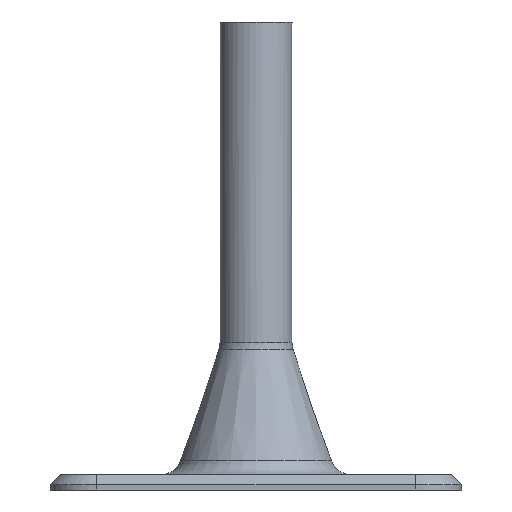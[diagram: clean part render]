
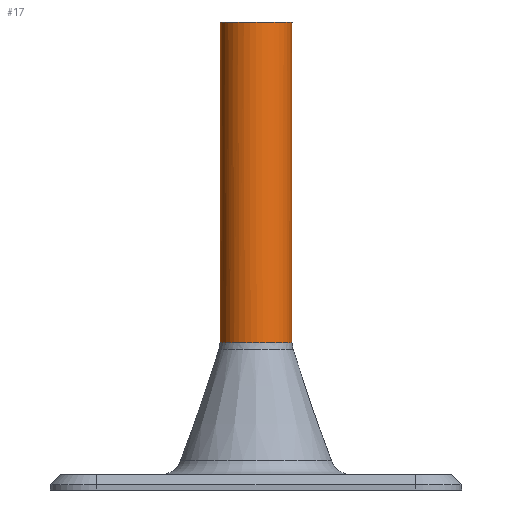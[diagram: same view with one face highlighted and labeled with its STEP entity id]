
A CAD part, front view. The second image highlights one B-rep face of the part: STEP entity #17.
In plain terms, the highlighted cylindrical face has radius 3.5 mm (diameter 7 mm), a full revolution.
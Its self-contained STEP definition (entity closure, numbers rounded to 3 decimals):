
#17 = ADVANCED_FACE('',(#18),#32,.T.);
#18 = FACE_BOUND('',#19,.F.);
#19 = EDGE_LOOP('',(#20,#50,#77,#78));
#20 = ORIENTED_EDGE('',*,*,#21,.F.);
#21 = EDGE_CURVE('',#22,#24,#26,.T.);
#22 = VERTEX_POINT('',#23);
#23 = CARTESIAN_POINT('',(0.,3.5,45.5));
#24 = VERTEX_POINT('',#25);
#25 = CARTESIAN_POINT('',(0.,3.5,14.334));
#26 = SEAM_CURVE('',#27,(#31,#43),.PCURVE_S1.);
#27 = LINE('',#28,#29);
#28 = CARTESIAN_POINT('',(0.,3.5,45.5));
#29 = VECTOR('',#30,1.);
#30 = DIRECTION('',(0.,0.,-1.));
#31 = PCURVE('',#32,#37);
#32 = CYLINDRICAL_SURFACE('',#33,3.5);
#33 = AXIS2_PLACEMENT_3D('',#34,#35,#36);
#34 = CARTESIAN_POINT('',(0.,0.,45.5));
#35 = DIRECTION('',(-0.,0.,-1.));
#36 = DIRECTION('',(0.,1.,0.));
#37 = DEFINITIONAL_REPRESENTATION('',(#38),#42);
#38 = LINE('',#39,#40);
#39 = CARTESIAN_POINT('',(-0.,0.));
#40 = VECTOR('',#41,1.);
#41 = DIRECTION('',(-0.,1.));
#42 = ( GEOMETRIC_REPRESENTATION_CONTEXT(2) 
PARAMETRIC_REPRESENTATION_CONTEXT() REPRESENTATION_CONTEXT('2D SPACE',''
  ) );
#43 = PCURVE('',#32,#44);
#44 = DEFINITIONAL_REPRESENTATION('',(#45),#49);
#45 = LINE('',#46,#47);
#46 = CARTESIAN_POINT('',(-6.283,0.));
#47 = VECTOR('',#48,1.);
#48 = DIRECTION('',(-0.,1.));
#49 = ( GEOMETRIC_REPRESENTATION_CONTEXT(2) 
PARAMETRIC_REPRESENTATION_CONTEXT() REPRESENTATION_CONTEXT('2D SPACE',''
  ) );
#50 = ORIENTED_EDGE('',*,*,#51,.T.);
#51 = EDGE_CURVE('',#22,#22,#52,.T.);
#52 = SURFACE_CURVE('',#53,(#58,#65),.PCURVE_S1.);
#53 = CIRCLE('',#54,3.5);
#54 = AXIS2_PLACEMENT_3D('',#55,#56,#57);
#55 = CARTESIAN_POINT('',(0.,0.,45.5));
#56 = DIRECTION('',(0.,0.,1.));
#57 = DIRECTION('',(0.,1.,0.));
#58 = PCURVE('',#32,#59);
#59 = DEFINITIONAL_REPRESENTATION('',(#60),#64);
#60 = LINE('',#61,#62);
#61 = CARTESIAN_POINT('',(-0.,0.));
#62 = VECTOR('',#63,1.);
#63 = DIRECTION('',(-1.,0.));
#64 = ( GEOMETRIC_REPRESENTATION_CONTEXT(2) 
PARAMETRIC_REPRESENTATION_CONTEXT() REPRESENTATION_CONTEXT('2D SPACE',''
  ) );
#65 = PCURVE('',#66,#71);
#66 = PLANE('',#67);
#67 = AXIS2_PLACEMENT_3D('',#68,#69,#70);
#68 = CARTESIAN_POINT('',(0.,0.,45.5));
#69 = DIRECTION('',(0.,0.,1.));
#70 = DIRECTION('',(0.,1.,0.));
#71 = DEFINITIONAL_REPRESENTATION('',(#72),#76);
#72 = CIRCLE('',#73,3.5);
#73 = AXIS2_PLACEMENT_2D('',#74,#75);
#74 = CARTESIAN_POINT('',(0.,0.));
#75 = DIRECTION('',(1.,0.));
#76 = ( GEOMETRIC_REPRESENTATION_CONTEXT(2) 
PARAMETRIC_REPRESENTATION_CONTEXT() REPRESENTATION_CONTEXT('2D SPACE',''
  ) );
#77 = ORIENTED_EDGE('',*,*,#21,.T.);
#78 = ORIENTED_EDGE('',*,*,#79,.F.);
#79 = EDGE_CURVE('',#24,#24,#80,.T.);
#80 = SURFACE_CURVE('',#81,(#96,#118),.PCURVE_S1.);
#81 = ( BOUNDED_CURVE() B_SPLINE_CURVE(13,(#82,#83,#84,#85,#86,#87,#88,
    #89,#90,#91,#92,#93,#94,#95),.UNSPECIFIED.,.T.,.F.) 
B_SPLINE_CURVE_WITH_KNOTS((14,14),(0.,21.991),
.PIECEWISE_BEZIER_KNOTS.) CURVE() GEOMETRIC_REPRESENTATION_ITEM() 
RATIONAL_B_SPLINE_CURVE((1.,1.,1.,1.,
    1.,1.,1.,1.,
    1.,1.,1.,1.,1.,1.)) 
REPRESENTATION_ITEM('') );
#82 = CARTESIAN_POINT('',(0.,3.5,14.334));
#83 = CARTESIAN_POINT('',(-1.667,3.5,14.334)
  );
#84 = CARTESIAN_POINT('',(-3.373,2.638,14.334
    ));
#85 = CARTESIAN_POINT('',(-4.592,0.865,14.334
    ));
#86 = CARTESIAN_POINT('',(-4.78,-1.575,
    14.334));
#87 = CARTESIAN_POINT('',(-3.48,-3.683,
    14.334));
#88 = CARTESIAN_POINT('',(-1.582,-5.229,14.334));
#89 = CARTESIAN_POINT('',(1.582,-5.229,14.334
    ));
#90 = CARTESIAN_POINT('',(3.48,-3.683,14.334)
  );
#91 = CARTESIAN_POINT('',(4.78,-1.575,14.334
    ));
#92 = CARTESIAN_POINT('',(4.592,0.865,14.334)
  );
#93 = CARTESIAN_POINT('',(3.373,2.638,14.334)
  );
#94 = CARTESIAN_POINT('',(1.667,3.5,14.334));
#95 = CARTESIAN_POINT('',(0.,3.5,14.334));
#96 = PCURVE('',#32,#97);
#97 = DEFINITIONAL_REPRESENTATION('',(#98),#117);
#98 = B_SPLINE_CURVE_WITH_KNOTS('',9,(#99,#100,#101,#102,#103,#104,#105,
    #106,#107,#108,#109,#110,#111,#112,#113,#114,#115,#116),
  .UNSPECIFIED.,.F.,.F.,(10,8,10),(0.,10.996,21.991),
  .UNSPECIFIED.);
#99 = CARTESIAN_POINT('',(0.,31.166));
#100 = CARTESIAN_POINT('',(-0.344,31.166));
#101 = CARTESIAN_POINT('',(-0.694,31.166));
#102 = CARTESIAN_POINT('',(-1.045,31.166));
#103 = CARTESIAN_POINT('',(-1.396,31.166));
#104 = CARTESIAN_POINT('',(-1.745,31.166));
#105 = CARTESIAN_POINT('',(-2.095,31.166));
#106 = CARTESIAN_POINT('',(-2.443,31.166));
#107 = CARTESIAN_POINT('',(-2.793,31.166));
#108 = CARTESIAN_POINT('',(-3.491,31.166));
#109 = CARTESIAN_POINT('',(-3.84,31.166));
#110 = CARTESIAN_POINT('',(-4.189,31.166));
#111 = CARTESIAN_POINT('',(-4.538,31.166));
#112 = CARTESIAN_POINT('',(-4.887,31.166));
#113 = CARTESIAN_POINT('',(-5.238,31.166));
#114 = CARTESIAN_POINT('',(-5.589,31.166));
#115 = CARTESIAN_POINT('',(-5.939,31.166));
#116 = CARTESIAN_POINT('',(-6.283,31.166));
#117 = ( GEOMETRIC_REPRESENTATION_CONTEXT(2) 
PARAMETRIC_REPRESENTATION_CONTEXT() REPRESENTATION_CONTEXT('2D SPACE',''
  ) );
#118 = PCURVE('',#119,#162);
#119 = ( BOUNDED_SURFACE() B_SPLINE_SURFACE(2,13,(
    (#120,#121,#122,#123,#124,#125,#126,#127,#128,#129,#130,#131,#132
      ,#133)
    ,(#134,#135,#136,#137,#138,#139,#140,#141,#142,#143,#144,#145,#146
      ,#147)
    ,(#148,#149,#150,#151,#152,#153,#154,#155,#156,#157,#158,#159,#160
,#161
    )),.UNSPECIFIED.,.F.,.T.,.F.) B_SPLINE_SURFACE_WITH_KNOTS((3,3),(14,
    14),(0.,21.991),(0.,21.991),
.PIECEWISE_BEZIER_KNOTS.) GEOMETRIC_REPRESENTATION_ITEM() 
RATIONAL_B_SPLINE_SURFACE((
    (1.,1.,1.,1.,1.,1.
      ,1.,1.,1.,1.
      ,1.,1.,1.,1.)
    ,(0.986,0.986,0.986,0.986
      ,0.986,0.986,0.986,0.986
      ,0.986,0.986,0.986,0.986
      ,0.986,0.986)
    ,(1.,1.,1.,1.,1.,1.
      ,1.,1.,1.,1.
,1.,1.,1.,1.))) REPRESENTATION_ITEM('') SURFACE() );
#120 = CARTESIAN_POINT('',(0.,3.5,14.334));
#121 = CARTESIAN_POINT('',(-1.667,3.5,14.334
    ));
#122 = CARTESIAN_POINT('',(-3.373,2.638,
    14.334));
#123 = CARTESIAN_POINT('',(-4.592,0.865,
    14.334));
#124 = CARTESIAN_POINT('',(-4.78,-1.575,
    14.334));
#125 = CARTESIAN_POINT('',(-3.48,-3.683,
    14.334));
#126 = CARTESIAN_POINT('',(-1.582,-5.229,14.334)
  );
#127 = CARTESIAN_POINT('',(1.582,-5.229,
    14.334));
#128 = CARTESIAN_POINT('',(3.48,-3.683,14.334
    ));
#129 = CARTESIAN_POINT('',(4.78,-1.575,
    14.334));
#130 = CARTESIAN_POINT('',(4.592,0.865,14.334)
  );
#131 = CARTESIAN_POINT('',(3.373,2.638,14.334
    ));
#132 = CARTESIAN_POINT('',(1.667,3.5,14.334));
#133 = CARTESIAN_POINT('',(0.,3.5,14.334));
#134 = CARTESIAN_POINT('',(0.,3.5,14.));
#135 = CARTESIAN_POINT('',(-1.667,3.5,14.));
#136 = CARTESIAN_POINT('',(-3.373,2.638,14.));
#137 = CARTESIAN_POINT('',(-4.592,0.865,
    14.));
#138 = CARTESIAN_POINT('',(-4.78,-1.575,
    14.));
#139 = CARTESIAN_POINT('',(-3.48,-3.683,
    14.));
#140 = CARTESIAN_POINT('',(-1.582,-5.229,14.)
  );
#141 = CARTESIAN_POINT('',(1.582,-5.229,
    14.));
#142 = CARTESIAN_POINT('',(3.48,-3.683,
    14.));
#143 = CARTESIAN_POINT('',(4.78,-1.575,
    14.));
#144 = CARTESIAN_POINT('',(4.592,0.865,14.
    ));
#145 = CARTESIAN_POINT('',(3.373,2.638,14.));
#146 = CARTESIAN_POINT('',(1.667,3.5,14.));
#147 = CARTESIAN_POINT('',(0.,3.5,14.));
#148 = CARTESIAN_POINT('',(0.,3.609,
    13.684));
#149 = CARTESIAN_POINT('',(-1.719,3.609,
    13.684));
#150 = CARTESIAN_POINT('',(-3.478,2.72,
    13.684));
#151 = CARTESIAN_POINT('',(-4.735,0.892,13.684
    ));
#152 = CARTESIAN_POINT('',(-4.928,-1.624,
    13.684));
#153 = CARTESIAN_POINT('',(-3.588,-3.797,
    13.684));
#154 = CARTESIAN_POINT('',(-1.631,-5.391,
    13.684));
#155 = CARTESIAN_POINT('',(1.631,-5.391,13.684
    ));
#156 = CARTESIAN_POINT('',(3.588,-3.797,
    13.684));
#157 = CARTESIAN_POINT('',(4.928,-1.624,
    13.684));
#158 = CARTESIAN_POINT('',(4.735,0.892,13.684
    ));
#159 = CARTESIAN_POINT('',(3.478,2.72,13.684
    ));
#160 = CARTESIAN_POINT('',(1.719,3.609,13.684
    ));
#161 = CARTESIAN_POINT('',(0.,3.609,
    13.684));
#162 = DEFINITIONAL_REPRESENTATION('',(#163),#167);
#163 = LINE('',#164,#165);
#164 = CARTESIAN_POINT('',(0.,0.));
#165 = VECTOR('',#166,1.);
#166 = DIRECTION('',(0.,1.));
#167 = ( GEOMETRIC_REPRESENTATION_CONTEXT(2) 
PARAMETRIC_REPRESENTATION_CONTEXT() REPRESENTATION_CONTEXT('2D SPACE',''
  ) );
